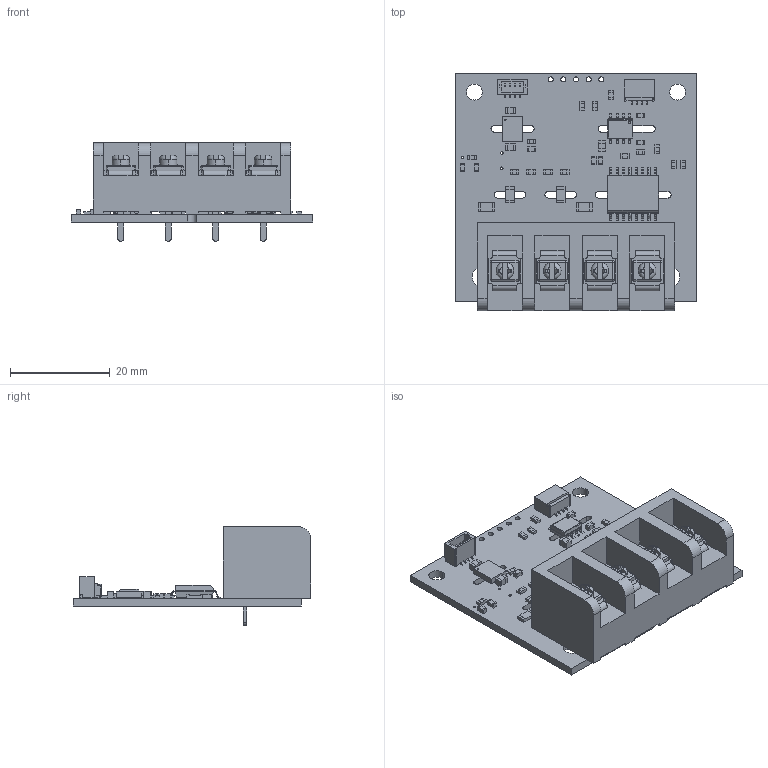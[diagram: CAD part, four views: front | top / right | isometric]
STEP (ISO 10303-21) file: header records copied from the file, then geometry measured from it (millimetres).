
FILE_DESCRIPTION (( 'STEP AP214' ), '1' );
FILE_NAME ('acs37800kmactr-030b3-i2c-power-monitor-carrier-with-secondary-i2c-isolation-soldered-terminal-block.step', '2025-04-17T22:50:13', ( '' ), ( '' ), 'SwSTEP 2.0', 'SolidWorks 2025', '' );
FILE_SCHEMA (( 'AUTOMOTIVE_DESIGN' ));
Length unit declared in the file: millimetre
Products named in the file (1): acs37800kmactr-030b3-i2c-power-monitor-carrier-with-secondary-i2c-isolation-soldered-terminal-block
Bounding box: 48.26 x 47.62 x 19.7 mm (x, y, z)
Volume: 10850.5 mm3; surface area: 9801.6 mm2
Topology: 2 solids, 2 shells, 1766 faces, 4707 edges, 2988 vertices
Faces by surface type: plane 1234, cylinder 307, bspline 191, sphere 26, torus 8
Entity records: 80799 total; most frequent: CARTESIAN_POINT 18773, ORIENTED_EDGE 9382, DIRECTION 7933, EDGE_CURVE 4691, LINE 3537, VECTOR 3537, VERTEX_POINT 2988, AXIS2_PLACEMENT_3D 2198
